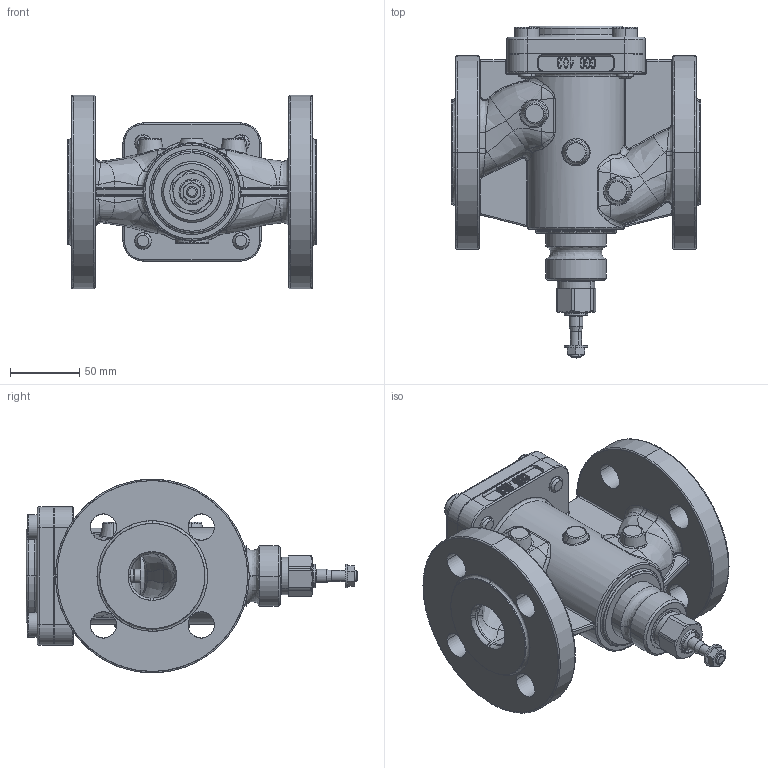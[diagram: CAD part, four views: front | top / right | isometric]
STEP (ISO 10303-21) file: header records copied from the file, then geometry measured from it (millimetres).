
FILE_DESCRIPTION(('CATIA V5 STEP Exchange'),'2;1');
FILE_NAME('VLC125 DN32.stp','2016-09-20T09:56:28+00:00',('none'),('none'),'CATIA Version 5-6 Release 2014 SP4 HF22','CATIA V5 STEP AP203','none');
FILE_SCHEMA(('CONFIG_CONTROL_DESIGN'));
Length unit declared in the file: millimetre
Products named in the file (3): 6217s17; 955-1021s5; 954-1367s1
Assembly tree (18 placements, depth 3):
  6217s17
    955-1021s5
      #65
      #90559
    954-1367s1
      #91714
      #94535  x2
      #94671  x2
      #95108
    #95300
    #96029
    #96198
    #97715  x4
    #98826
Bounding box: 180 x 239.89 x 140 mm (x, y, z)
Volume: 203902.2 mm3; surface area: 259876.3 mm2
Topology: 15 solids, 1094 shells, 1516 faces, 6505 edges, 6122 vertices
Faces by surface type: plane 651, cylinder 322, bspline 272, revolution 96, torus 94, cone 81
Entity records: 99294 total; most frequent: CARTESIAN_POINT 53446, ORIENTED_EDGE 6926, DIRECTION 6739, EDGE_CURVE 6209, VERTEX_POINT 5932, VECTOR 3606, LINE 3606, AXIS2_PLACEMENT_3D 2050
